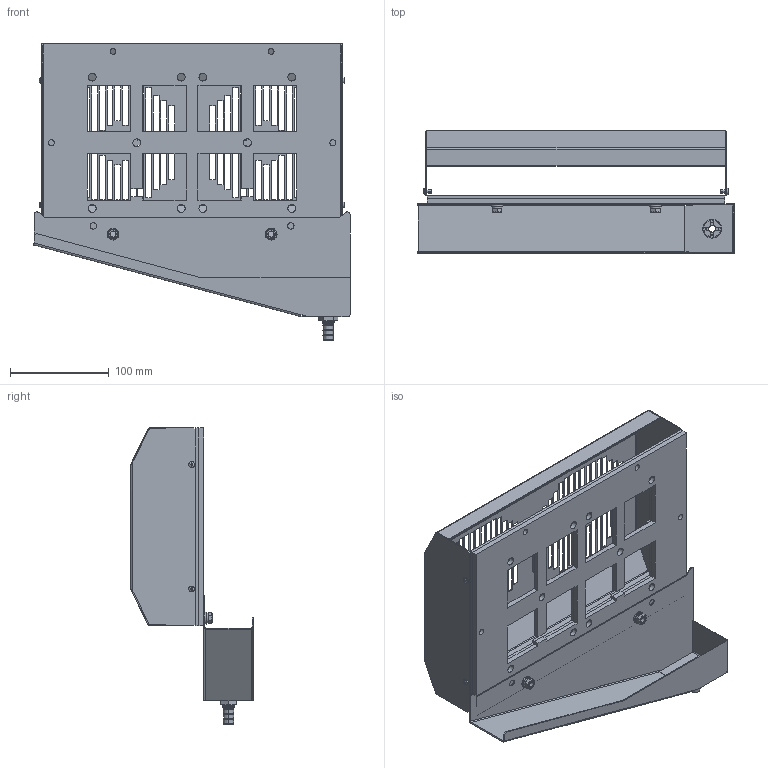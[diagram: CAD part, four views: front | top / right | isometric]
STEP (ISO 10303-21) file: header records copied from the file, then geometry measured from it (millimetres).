
FILE_DESCRIPTION((''),'2;1');
FILE_NAME('ASM0001_ASM','2017-07-12T',('briang'),(''),'CREO PARAMETRIC BY PTC INC, 2014500','CREO PARAMETRIC BY PTC INC, 2014500','');
FILE_SCHEMA(('CONFIG_CONTROL_DESIGN'));
Length unit declared in the file: millimetre
Products named in the file (15): TG3102-18527-AMB-INS-NEW_1; TG3102-18528-AMB-INS-NEW_1; TG3102-AMB-REDESIGN2015_ASM_1_ASM; TG3102-42292-COVER-KRONES_1; SCREW_DIN_7985-M3X6-4_8_1; TG3102-REDESIGN2015_ASM_1_ASM; TG3102_6155_6205_6255_COND_DRAI; NYLON_WASHER_17_04X12_6X0_79_1; WATERTRAY_DRAIN_FITTING_1; LOCK_NUT_12X1_RAL9005_1; 3102_6155_6205_6255_COND_DRAIN__ASM; WASHER_NYLON_M6_1; LOCKNUT_DIN_985_M6-A2_1; 3102_6155_6205_6255_COND_DR_ASY_ASM; ASM0001_ASM
Assembly tree (19 placements, depth 5):
  ASM0001_ASM
    3102_6155_6205_6255_COND_DR_ASY_ASM
      TG3102-REDESIGN2015_ASM_1_ASM
        TG3102-AMB-REDESIGN2015_ASM_1_ASM
          TG3102-18527-AMB-INS-NEW_1
          TG3102-18528-AMB-INS-NEW_1
        TG3102-42292-COVER-KRONES_1
        SCREW_DIN_7985-M3X6-4_8_1  x4
      3102_6155_6205_6255_COND_DRAIN__ASM
        TG3102_6155_6205_6255_COND_DRAI
        NYLON_WASHER_17_04X12_6X0_79_1
        WATERTRAY_DRAIN_FITTING_1
        LOCK_NUT_12X1_RAL9005_1
      WASHER_NYLON_M6_1  x2
      LOCKNUT_DIN_985_M6-A2_1  x2
Bounding box: 320.11 x 123.9 x 299.71 mm (x, y, z)
Volume: 458510.1 mm3; surface area: 452050.6 mm2
Topology: 15 solids, 16 shells, 946 faces, 2590 edges, 1671 vertices
Faces by surface type: plane 555, cylinder 207, cone 102, torus 40, bspline 30, sphere 8, extrusion 4
Entity records: 28775 total; most frequent: CARTESIAN_POINT 8756, ORIENTED_EDGE 4192, DIRECTION 3837, EDGE_CURVE 2096, VECTOR 1481, LINE 1477, VERTEX_POINT 1366, AXIS2_PLACEMENT_3D 1178
